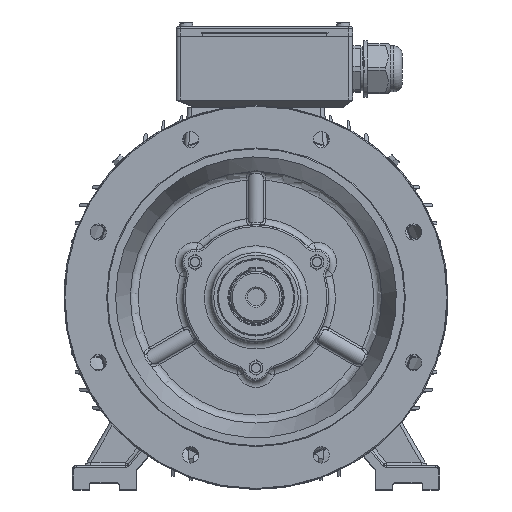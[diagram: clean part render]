
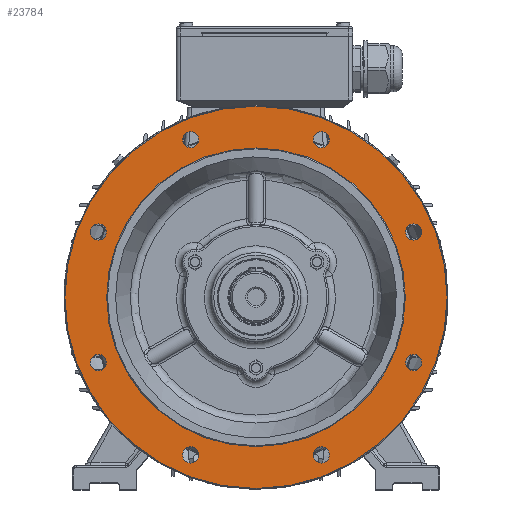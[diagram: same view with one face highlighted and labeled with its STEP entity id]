
A CAD part, top view. The second image highlights one B-rep face of the part: STEP entity #23784.
In plain terms, the highlighted planar face has unit normal (0, 0, 1).
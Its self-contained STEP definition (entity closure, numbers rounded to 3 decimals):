
#16247=FACE_BOUND('',#35901,.T.);
#16248=FACE_BOUND('',#35902,.T.);
#16249=FACE_BOUND('',#35903,.T.);
#16250=FACE_BOUND('',#35904,.T.);
#16251=FACE_BOUND('',#35905,.T.);
#16252=FACE_BOUND('',#35906,.T.);
#16253=FACE_BOUND('',#35907,.T.);
#16254=FACE_BOUND('',#35908,.T.);
#16255=FACE_BOUND('',#35909,.T.);
#16256=FACE_BOUND('',#35910,.T.);
#19313=PLANE('',#111114);
#23784=ADVANCED_FACE('',(#16247,#16248,#16249,#16250,#16251,#16252,#16253,
#16254,#16255,#16256),#19313,.F.);
#35901=EDGE_LOOP('',(#77313));
#35902=EDGE_LOOP('',(#77314));
#35903=EDGE_LOOP('',(#77315));
#35904=EDGE_LOOP('',(#77316));
#35905=EDGE_LOOP('',(#77317,#77318));
#35906=EDGE_LOOP('',(#77319,#77320));
#35907=EDGE_LOOP('',(#77321));
#35908=EDGE_LOOP('',(#77322));
#35909=EDGE_LOOP('',(#77323));
#35910=EDGE_LOOP('',(#77324));
#77313=ORIENTED_EDGE('',*,*,#100789,.F.);
#77314=ORIENTED_EDGE('',*,*,#100790,.F.);
#77315=ORIENTED_EDGE('',*,*,#100791,.F.);
#77316=ORIENTED_EDGE('',*,*,#100792,.F.);
#77317=ORIENTED_EDGE('',*,*,#100793,.T.);
#77318=ORIENTED_EDGE('',*,*,#100794,.T.);
#77319=ORIENTED_EDGE('',*,*,#100795,.F.);
#77320=ORIENTED_EDGE('',*,*,#100796,.F.);
#77321=ORIENTED_EDGE('',*,*,#100797,.F.);
#77322=ORIENTED_EDGE('',*,*,#100798,.F.);
#77323=ORIENTED_EDGE('',*,*,#100799,.F.);
#77324=ORIENTED_EDGE('',*,*,#100800,.F.);
#88197=VERTEX_POINT('',#177610);
#88198=VERTEX_POINT('',#177612);
#88199=VERTEX_POINT('',#177614);
#88200=VERTEX_POINT('',#177616);
#88201=VERTEX_POINT('',#177618);
#88202=VERTEX_POINT('',#177619);
#88203=VERTEX_POINT('',#177622);
#88204=VERTEX_POINT('',#177623);
#88205=VERTEX_POINT('',#177626);
#88206=VERTEX_POINT('',#177628);
#88207=VERTEX_POINT('',#177630);
#88208=VERTEX_POINT('',#177632);
#100789=EDGE_CURVE('',#88197,#88197,#104294,.T.);
#100790=EDGE_CURVE('',#88198,#88198,#104295,.T.);
#100791=EDGE_CURVE('',#88199,#88199,#104296,.T.);
#100792=EDGE_CURVE('',#88200,#88200,#104297,.T.);
#100793=EDGE_CURVE('',#88201,#88202,#104298,.T.);
#100794=EDGE_CURVE('',#88202,#88201,#104299,.T.);
#100795=EDGE_CURVE('',#88203,#88204,#104300,.T.);
#100796=EDGE_CURVE('',#88204,#88203,#104301,.T.);
#100797=EDGE_CURVE('',#88205,#88205,#104302,.T.);
#100798=EDGE_CURVE('',#88206,#88206,#104303,.T.);
#100799=EDGE_CURVE('',#88207,#88207,#104304,.T.);
#100800=EDGE_CURVE('',#88208,#88208,#104305,.T.);
#104294=CIRCLE('',#111102,9.5);
#104295=CIRCLE('',#111103,9.5);
#104296=CIRCLE('',#111104,9.5);
#104297=CIRCLE('',#111105,9.5);
#104298=CIRCLE('',#111106,224.);
#104299=CIRCLE('',#111107,224.);
#104300=CIRCLE('',#111108,175.);
#104301=CIRCLE('',#111109,175.);
#104302=CIRCLE('',#111110,9.5);
#104303=CIRCLE('',#111111,9.5);
#104304=CIRCLE('',#111112,9.5);
#104305=CIRCLE('',#111113,9.5);
#111102=AXIS2_PLACEMENT_3D('',#177609,#132904,#132905);
#111103=AXIS2_PLACEMENT_3D('',#177611,#132906,#132907);
#111104=AXIS2_PLACEMENT_3D('',#177613,#132908,#132909);
#111105=AXIS2_PLACEMENT_3D('',#177615,#132910,#132911);
#111106=AXIS2_PLACEMENT_3D('',#177617,#132912,#132913);
#111107=AXIS2_PLACEMENT_3D('',#177620,#132914,#132915);
#111108=AXIS2_PLACEMENT_3D('',#177621,#132916,#132917);
#111109=AXIS2_PLACEMENT_3D('',#177624,#132918,#132919);
#111110=AXIS2_PLACEMENT_3D('',#177625,#132920,#132921);
#111111=AXIS2_PLACEMENT_3D('',#177627,#132922,#132923);
#111112=AXIS2_PLACEMENT_3D('',#177629,#132924,#132925);
#111113=AXIS2_PLACEMENT_3D('',#177631,#132926,#132927);
#111114=AXIS2_PLACEMENT_3D('',#177633,#132928,#132929);
#132904=DIRECTION('',(0.,0.,1.));
#132905=DIRECTION('',(-1.,0.,0.));
#132906=DIRECTION('',(0.,0.,1.));
#132907=DIRECTION('',(-1.,0.,0.));
#132908=DIRECTION('',(0.,0.,1.));
#132909=DIRECTION('',(-1.,0.,0.));
#132910=DIRECTION('',(0.,0.,1.));
#132911=DIRECTION('',(-1.,0.,0.));
#132912=DIRECTION('',(0.,0.,1.));
#132913=DIRECTION('',(1.,0.,0.));
#132914=DIRECTION('',(0.,0.,1.));
#132915=DIRECTION('',(1.,0.,0.));
#132916=DIRECTION('',(0.,0.,1.));
#132917=DIRECTION('',(-1.,0.,0.));
#132918=DIRECTION('',(0.,0.,1.));
#132919=DIRECTION('',(-1.,0.,0.));
#132920=DIRECTION('',(0.,0.,1.));
#132921=DIRECTION('',(-1.,0.,0.));
#132922=DIRECTION('',(0.,0.,1.));
#132923=DIRECTION('',(-1.,0.,0.));
#132924=DIRECTION('',(0.,0.,1.));
#132925=DIRECTION('',(-1.,0.,0.));
#132926=DIRECTION('',(0.,0.,1.));
#132927=DIRECTION('',(-1.,0.,0.));
#132928=DIRECTION('',(0.,0.,-1.));
#132929=DIRECTION('',(-1.,0.,0.));
#177609=CARTESIAN_POINT('',(178.497,90.715,570.393));
#177610=CARTESIAN_POINT('',(168.997,90.715,570.393));
#177611=CARTESIAN_POINT('',(331.57,90.715,570.393));
#177612=CARTESIAN_POINT('',(322.07,90.715,570.393));
#177613=CARTESIAN_POINT('',(178.497,460.266,570.393));
#177614=CARTESIAN_POINT('',(168.997,460.266,570.393));
#177615=CARTESIAN_POINT('',(331.57,460.266,570.393));
#177616=CARTESIAN_POINT('',(322.07,460.266,570.393));
#177617=CARTESIAN_POINT('',(255.034,275.49,570.393));
#177618=CARTESIAN_POINT('',(479.034,275.49,570.393));
#177619=CARTESIAN_POINT('',(31.034,275.49,570.393));
#177620=CARTESIAN_POINT('',(255.034,275.49,570.393));
#177621=CARTESIAN_POINT('',(255.034,275.49,570.393));
#177622=CARTESIAN_POINT('',(80.034,275.49,570.393));
#177623=CARTESIAN_POINT('',(430.034,275.49,570.393));
#177624=CARTESIAN_POINT('',(255.034,275.49,570.393));
#177625=CARTESIAN_POINT('',(439.809,352.027,570.393));
#177626=CARTESIAN_POINT('',(430.309,352.027,570.393));
#177627=CARTESIAN_POINT('',(439.809,198.954,570.393));
#177628=CARTESIAN_POINT('',(430.309,198.954,570.393));
#177629=CARTESIAN_POINT('',(70.258,352.027,570.393));
#177630=CARTESIAN_POINT('',(60.758,352.027,570.393));
#177631=CARTESIAN_POINT('',(70.258,198.954,570.393));
#177632=CARTESIAN_POINT('',(60.758,198.954,570.393));
#177633=CARTESIAN_POINT('',(255.034,100.49,570.393));
